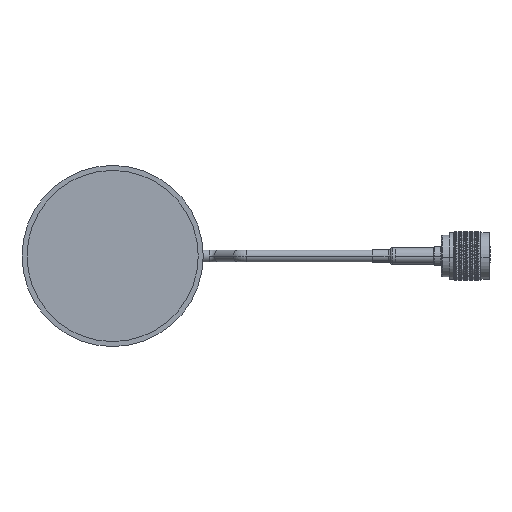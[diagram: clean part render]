
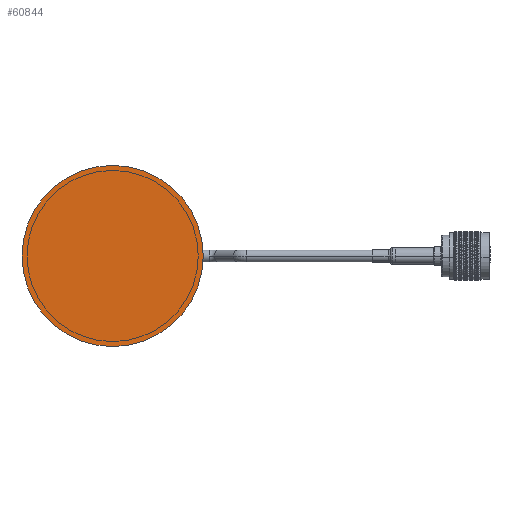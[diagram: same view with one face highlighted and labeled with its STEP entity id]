
A CAD part, front view. The second image highlights one B-rep face of the part: STEP entity #60844.
In plain terms, the highlighted planar face has unit normal (0, -1, 0).
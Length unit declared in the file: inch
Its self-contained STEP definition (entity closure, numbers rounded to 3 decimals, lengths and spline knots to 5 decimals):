
#12641 = DIRECTION ( 'NONE',  ( 0., 0., -1. ) ) ;
#20780 = FACE_OUTER_BOUND ( 'NONE', #21871, .T. ) ;
#21871 = EDGE_LOOP ( 'NONE', ( #60860, #75145 ) ) ;
#32343 = VERTEX_POINT ( 'NONE', #68779 ) ;
#43884 = CARTESIAN_POINT ( 'NONE',  ( 0., -0.00984, 0. ) ) ;
#45433 = DIRECTION ( 'NONE',  ( 0., 1., 0. ) ) ;
#53327 = PLANE ( 'NONE',  #97863 ) ;
#54142 = EDGE_CURVE ( 'NONE', #78276, #32343, #88078, .T. ) ;
#60844 = ADVANCED_FACE ( 'NONE', ( #20780 ), #53327, .F. ) ;
#60860 = ORIENTED_EDGE ( 'NONE', *, *, #85495, .F. ) ;
#61116 = AXIS2_PLACEMENT_3D ( 'NONE', #63216, #62695, #95243 ) ;
#62695 = DIRECTION ( 'NONE',  ( 0., 1., 0. ) ) ;
#63216 = CARTESIAN_POINT ( 'NONE',  ( 0., -0.00984, 0. ) ) ;
#68779 = CARTESIAN_POINT ( 'NONE',  ( 0., -0.00984, -1.49606 ) ) ;
#75145 = ORIENTED_EDGE ( 'NONE', *, *, #54142, .F. ) ;
#78276 = VERTEX_POINT ( 'NONE', #88050 ) ;
#84993 = DIRECTION ( 'NONE',  ( 0., 1., 0. ) ) ;
#85495 = EDGE_CURVE ( 'NONE', #32343, #78276, #96327, .T. ) ;
#88050 = CARTESIAN_POINT ( 'NONE',  ( 0., -0.00984, 1.49606 ) ) ;
#88078 = CIRCLE ( 'NONE', #101076, 1.49606 ) ;
#91865 = CARTESIAN_POINT ( 'NONE',  ( 0., -0.00984, 0. ) ) ;
#95243 = DIRECTION ( 'NONE',  ( 0., 0., -1. ) ) ;
#96327 = CIRCLE ( 'NONE', #61116, 1.49606 ) ;
#97863 = AXIS2_PLACEMENT_3D ( 'NONE', #43884, #45433, #99474 ) ;
#99474 = DIRECTION ( 'NONE',  ( 0., 0., 1. ) ) ;
#101076 = AXIS2_PLACEMENT_3D ( 'NONE', #91865, #84993, #12641 ) ;
